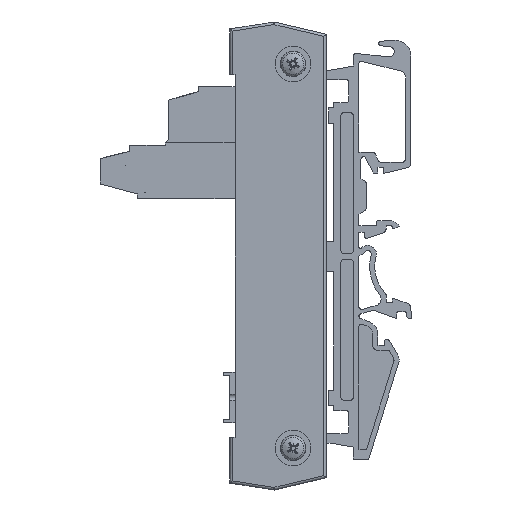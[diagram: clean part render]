
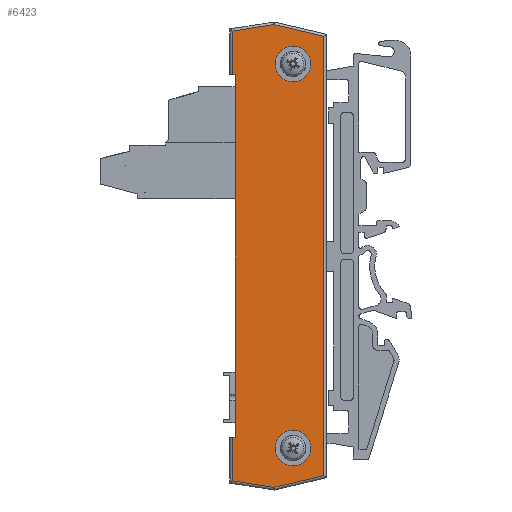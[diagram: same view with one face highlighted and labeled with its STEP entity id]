
A CAD part, left-side view. The second image highlights one B-rep face of the part: STEP entity #6423.
In plain terms, the highlighted face is planar.
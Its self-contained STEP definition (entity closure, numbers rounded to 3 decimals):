
#5962=CARTESIAN_POINT('',(-16.628,6.238,5.0));
#5963=VERTEX_POINT('',#5962);
#5970=CARTESIAN_POINT('',(54.672,6.238,5.0));
#5971=VERTEX_POINT('',#5970);
#5972=CARTESIAN_POINT('',(54.672,6.238,5.0));
#5973=DIRECTION('',(-1.0,0.0,0.0));
#5974=VECTOR('',#5973,71.3);
#5975=LINE('',#5972,#5974);
#5976=EDGE_CURVE('',#5971,#5963,#5975,.T.);
#6219=CARTESIAN_POINT('',(60.272,-5.162,5.0));
#6220=VERTEX_POINT('',#6219);
#6221=CARTESIAN_POINT('',(56.772,-5.162,5.0));
#6222=DIRECTION('',(0.0,0.0,-1.0));
#6223=DIRECTION('',(-1.0,0.0,0.0));
#6224=AXIS2_PLACEMENT_3D('',#6221,#6222,#6223);
#6225=CIRCLE('',#6224,3.5);
#6226=EDGE_CURVE('',#6220,#6220,#6225,.T.);
#6259=CARTESIAN_POINT('',(-15.228,-5.162,5.0));
#6260=VERTEX_POINT('',#6259);
#6261=CARTESIAN_POINT('',(-18.728,-5.162,5.0));
#6262=DIRECTION('',(0.0,0.0,-1.0));
#6263=DIRECTION('',(-1.0,0.0,0.0));
#6264=AXIS2_PLACEMENT_3D('',#6261,#6262,#6263);
#6265=CIRCLE('',#6264,3.5);
#6266=EDGE_CURVE('',#6260,#6260,#6265,.T.);
#6300=CARTESIAN_POINT('',(54.672,6.738,5.0));
#6301=VERTEX_POINT('',#6300);
#6302=CARTESIAN_POINT('',(54.672,6.738,5.0));
#6303=DIRECTION('',(0.0,-1.0,0.0));
#6304=VECTOR('',#6303,0.5);
#6305=LINE('',#6302,#6304);
#6306=EDGE_CURVE('',#6301,#5971,#6305,.T.);
#6331=CARTESIAN_POINT('',(-16.628,6.738,5.0));
#6332=VERTEX_POINT('',#6331);
#6340=CARTESIAN_POINT('',(-16.628,6.238,5.0));
#6341=DIRECTION('',(0.0,1.0,0.0));
#6342=VECTOR('',#6341,0.5);
#6343=LINE('',#6340,#6342);
#6344=EDGE_CURVE('',#5963,#6332,#6343,.T.);
#6353=CARTESIAN_POINT('',(19.022,-2.126,5.0));
#6354=DIRECTION('',(0.0,0.0,1.0));
#6355=DIRECTION('',(1.0,0.0,0.0));
#6356=AXIS2_PLACEMENT_3D('',#6353,#6354,#6355);
#6357=PLANE('',#6356);
#6358=ORIENTED_EDGE('',*,*,#6306,.T.);
#6359=ORIENTED_EDGE('',*,*,#5976,.T.);
#6360=ORIENTED_EDGE('',*,*,#6344,.T.);
#6361=CARTESIAN_POINT('',(-25.176,6.738,5.0));
#6362=VERTEX_POINT('',#6361);
#6363=CARTESIAN_POINT('',(-25.176,6.738,5.0));
#6364=DIRECTION('',(1.0,0.0,0.0));
#6365=VECTOR('',#6364,8.548);
#6366=LINE('',#6363,#6365);
#6367=EDGE_CURVE('',#6362,#6332,#6366,.T.);
#6368=ORIENTED_EDGE('',*,*,#6367,.F.);
#6369=CARTESIAN_POINT('',(-26.459,-1.405,5.0));
#6370=VERTEX_POINT('',#6369);
#6371=CARTESIAN_POINT('',(-26.459,-1.405,5.0));
#6372=DIRECTION('',(0.156,0.988,0.0));
#6373=VECTOR('',#6372,8.244);
#6374=LINE('',#6371,#6373);
#6375=EDGE_CURVE('',#6370,#6362,#6374,.T.);
#6376=ORIENTED_EDGE('',*,*,#6375,.F.);
#6377=CARTESIAN_POINT('',(-24.157,-11.162,5.0));
#6378=VERTEX_POINT('',#6377);
#6379=CARTESIAN_POINT('',(-24.157,-11.162,5.0));
#6380=DIRECTION('',(-0.23,0.973,0.0));
#6381=VECTOR('',#6380,10.024);
#6382=LINE('',#6379,#6381);
#6383=EDGE_CURVE('',#6378,#6370,#6382,.T.);
#6384=ORIENTED_EDGE('',*,*,#6383,.F.);
#6385=CARTESIAN_POINT('',(62.201,-11.162,5.0));
#6386=VERTEX_POINT('',#6385);
#6387=CARTESIAN_POINT('',(62.201,-11.162,5.0));
#6388=DIRECTION('',(-1.0,0.0,0.0));
#6389=VECTOR('',#6388,86.358);
#6390=LINE('',#6387,#6389);
#6391=EDGE_CURVE('',#6386,#6378,#6390,.T.);
#6392=ORIENTED_EDGE('',*,*,#6391,.F.);
#6393=CARTESIAN_POINT('',(64.503,-1.405,5.0));
#6394=VERTEX_POINT('',#6393);
#6395=CARTESIAN_POINT('',(64.503,-1.405,5.0));
#6396=DIRECTION('',(-0.23,-0.973,0.0));
#6397=VECTOR('',#6396,10.024);
#6398=LINE('',#6395,#6397);
#6399=EDGE_CURVE('',#6394,#6386,#6398,.T.);
#6400=ORIENTED_EDGE('',*,*,#6399,.F.);
#6401=CARTESIAN_POINT('',(63.22,6.738,5.0));
#6402=VERTEX_POINT('',#6401);
#6403=CARTESIAN_POINT('',(63.22,6.738,5.0));
#6404=DIRECTION('',(0.156,-0.988,0.0));
#6405=VECTOR('',#6404,8.244);
#6406=LINE('',#6403,#6405);
#6407=EDGE_CURVE('',#6402,#6394,#6406,.T.);
#6408=ORIENTED_EDGE('',*,*,#6407,.F.);
#6409=CARTESIAN_POINT('',(54.672,6.738,5.0));
#6410=DIRECTION('',(1.0,0.0,0.0));
#6411=VECTOR('',#6410,8.548);
#6412=LINE('',#6409,#6411);
#6413=EDGE_CURVE('',#6301,#6402,#6412,.T.);
#6414=ORIENTED_EDGE('',*,*,#6413,.F.);
#6415=EDGE_LOOP('',(#6358,#6359,#6360,#6368,#6376,#6384,#6392,#6400,#6408,#6414));
#6416=FACE_OUTER_BOUND('',#6415,.T.);
#6417=ORIENTED_EDGE('',*,*,#6226,.T.);
#6418=EDGE_LOOP('',(#6417));
#6419=FACE_BOUND('',#6418,.T.);
#6420=ORIENTED_EDGE('',*,*,#6266,.T.);
#6421=EDGE_LOOP('',(#6420));
#6422=FACE_BOUND('',#6421,.T.);
#6423=ADVANCED_FACE('',(#6416,#6419,#6422),#6357,.T.);
